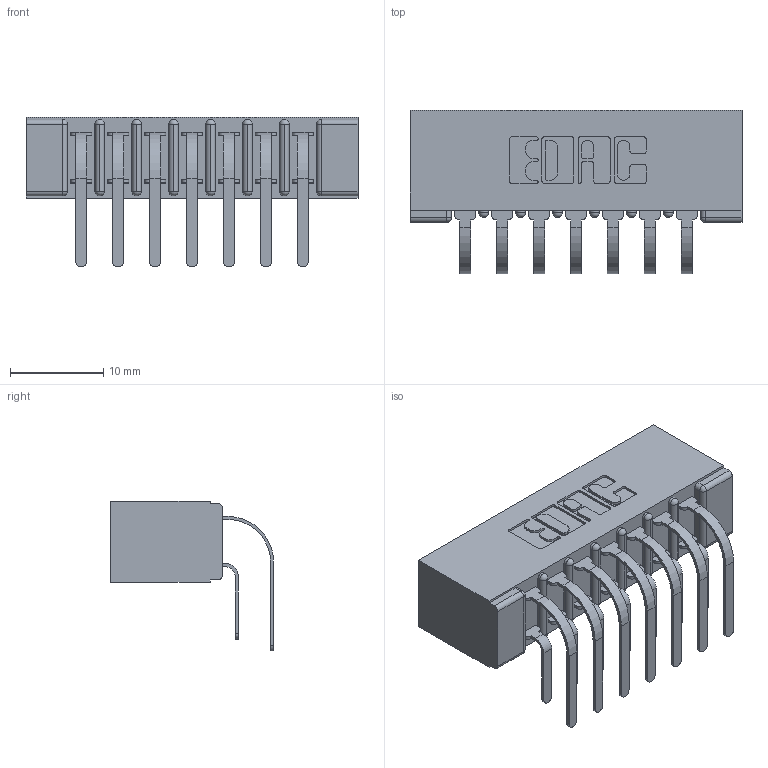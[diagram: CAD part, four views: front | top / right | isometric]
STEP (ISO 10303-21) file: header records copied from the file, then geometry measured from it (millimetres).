
FILE_DESCRIPTION (( 'STEP AP203' ), '1' );
FILE_NAME ('357-014-459-201.STEP', '2022-07-08T01:27:39', ( '' ), ( '' ), 'SwSTEP 2.0', 'SolidWorks 2020', '' );
FILE_SCHEMA (( 'CONFIG_CONTROL_DESIGN' ));
Length unit declared in the file: inch
Products named in the file (4): 307-290-001_558 559 - 1 (Single); 357-014-459-201; 307 Part_No Mounting Lugs; 307-290-001_559 - 2 (Single)
Assembly tree (15 placements, depth 2):
  357-014-459-201
    307 Part_No Mounting Lugs
    307-290-001_558 559 - 1 (Single)  x7
    307-290-001_559 - 2 (Single)  x7
Bounding box: 35.61 x 17.51 x 16.08 mm (x, y, z)
Volume: 2616.8 mm3; surface area: 4603.2 mm2
Topology: 15 solids, 15 shells, 818 faces, 2287 edges, 1482 vertices
Faces by surface type: plane 528, cylinder 274, sphere 16
Entity records: 11709 total; most frequent: CARTESIAN_POINT 1925, ORIENTED_EDGE 1902, DIRECTION 1899, EDGE_CURVE 951, LINE 715, VECTOR 715, VERTEX_POINT 618, AXIS2_PLACEMENT_3D 592
